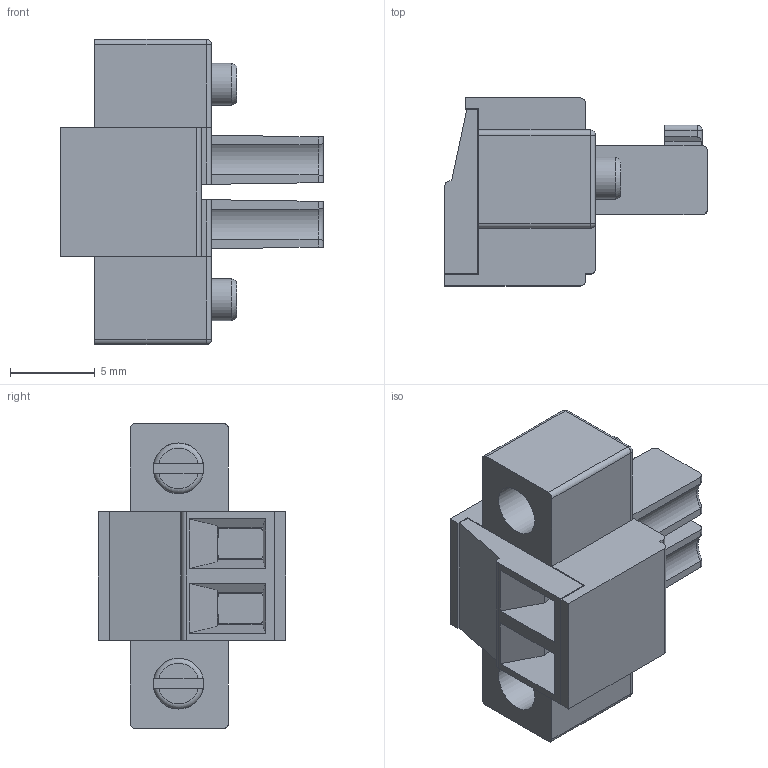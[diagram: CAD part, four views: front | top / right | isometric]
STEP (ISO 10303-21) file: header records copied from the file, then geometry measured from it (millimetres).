
FILE_DESCRIPTION(('STEP AP214'),'1');
FILE_NAME('SH02-3,81-K.stp','2018-11-19T10:22:10',(' '),(' '),'Spatial InterOp 3D',' ',' ');
FILE_SCHEMA(('AUTOMOTIVE_DESIGN { 1 0 10303 214 1 1 1 1 }'));
Length unit declared in the file: metre
Products named in the file (1): 1
Bounding box: 15.5 x 11.1 x 18.02 mm (x, y, z)
Volume: 1110.3 mm3; surface area: 1305.3 mm2
Topology: 1 solids, 1 shells, 203 faces, 526 edges, 330 vertices
Faces by surface type: plane 127, cylinder 50, torus 10, sphere 8, cone 8
Full cylindrical faces by diameter (mm): 1.2 x2, 2.5 x2, 2.8 x2, 3 x4
Entity records: 7656 total; most frequent: CARTESIAN_POINT 1211, DIRECTION 992, ORIENTED_EDGE 976, EDGE_CURVE 488, LINE 336, VECTOR 336, AXIS2_PLACEMENT_3D 328, VERTEX_POINT 318
